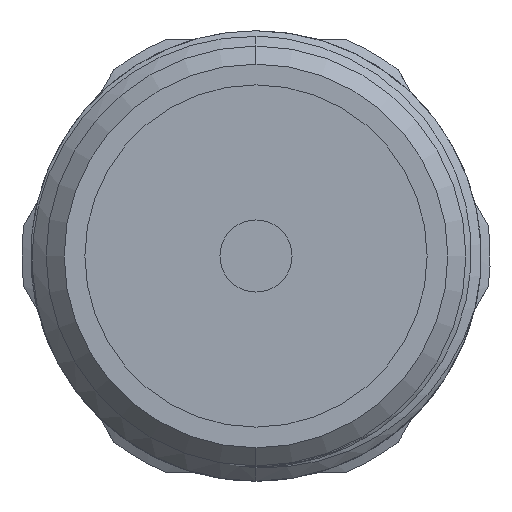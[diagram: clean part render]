
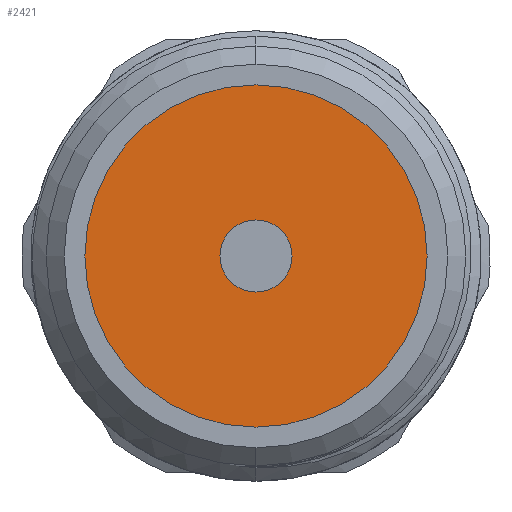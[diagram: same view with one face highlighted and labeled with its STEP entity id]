
A CAD part, front view. The second image highlights one B-rep face of the part: STEP entity #2421.
In plain terms, the highlighted planar face has unit normal (0, -1, 0).
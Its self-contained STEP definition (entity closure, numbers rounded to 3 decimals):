
#69 = PLANE ( 'NONE',  #2656 ) ;
#430 = DIRECTION ( 'NONE',  ( 0., 0., 1. ) ) ;
#505 = CARTESIAN_POINT ( 'NONE',  ( 0., 26.4, -9.5 ) ) ;
#577 = EDGE_CURVE ( 'NONE', #662, #2973, #1180, .T. ) ;
#658 = CIRCLE ( 'NONE', #3344, 2. ) ;
#662 = VERTEX_POINT ( 'NONE', #2227 ) ;
#809 = CARTESIAN_POINT ( 'NONE',  ( 0., 26.4, 0. ) ) ;
#1169 = CARTESIAN_POINT ( 'NONE',  ( 0., 26.4, 0. ) ) ;
#1170 = DIRECTION ( 'NONE',  ( 0., 0., -1. ) ) ;
#1180 = CIRCLE ( 'NONE', #2835, 2. ) ;
#1486 = ORIENTED_EDGE ( 'NONE', *, *, #2535, .F. ) ;
#1514 = DIRECTION ( 'NONE',  ( 0., 0., -1. ) ) ;
#1840 = DIRECTION ( 'NONE',  ( 0., -1., 0. ) ) ;
#2006 = VERTEX_POINT ( 'NONE', #4488 ) ;
#2117 = ORIENTED_EDGE ( 'NONE', *, *, #2457, .T. ) ;
#2198 = DIRECTION ( 'NONE',  ( 0., 0., -1. ) ) ;
#2209 = AXIS2_PLACEMENT_3D ( 'NONE', #809, #3256, #1170 ) ;
#2227 = CARTESIAN_POINT ( 'NONE',  ( 0., 26.4, -2. ) ) ;
#2421 = ADVANCED_FACE ( 'NONE', ( #2868, #4402 ), #69, .F. ) ;
#2425 = AXIS2_PLACEMENT_3D ( 'NONE', #3937, #1840, #4289 ) ;
#2457 = EDGE_CURVE ( 'NONE', #2651, #2006, #2538, .T. ) ;
#2532 = DIRECTION ( 'NONE',  ( 0., 1., 0. ) ) ;
#2535 = EDGE_CURVE ( 'NONE', #2973, #662, #658, .T. ) ;
#2538 = CIRCLE ( 'NONE', #2425, 9.5 ) ;
#2651 = VERTEX_POINT ( 'NONE', #505 ) ;
#2656 = AXIS2_PLACEMENT_3D ( 'NONE', #3559, #2532, #430 ) ;
#2708 = EDGE_LOOP ( 'NONE', ( #3791, #1486 ) ) ;
#2835 = AXIS2_PLACEMENT_3D ( 'NONE', #3933, #4286, #2198 ) ;
#2868 = FACE_BOUND ( 'NONE', #2708, .T. ) ;
#2973 = VERTEX_POINT ( 'NONE', #3747 ) ;
#3064 = CIRCLE ( 'NONE', #2209, 9.5 ) ;
#3086 = ORIENTED_EDGE ( 'NONE', *, *, #4507, .T. ) ;
#3256 = DIRECTION ( 'NONE',  ( 0., -1., 0. ) ) ;
#3344 = AXIS2_PLACEMENT_3D ( 'NONE', #1169, #3614, #1514 ) ;
#3348 = EDGE_LOOP ( 'NONE', ( #2117, #3086 ) ) ;
#3559 = CARTESIAN_POINT ( 'NONE',  ( 2., 26.4, 0. ) ) ;
#3614 = DIRECTION ( 'NONE',  ( 0., -1., 0. ) ) ;
#3747 = CARTESIAN_POINT ( 'NONE',  ( 0., 26.4, 2. ) ) ;
#3791 = ORIENTED_EDGE ( 'NONE', *, *, #577, .F. ) ;
#3933 = CARTESIAN_POINT ( 'NONE',  ( 0., 26.4, 0. ) ) ;
#3937 = CARTESIAN_POINT ( 'NONE',  ( 0., 26.4, 0. ) ) ;
#4286 = DIRECTION ( 'NONE',  ( 0., -1., 0. ) ) ;
#4289 = DIRECTION ( 'NONE',  ( 0., 0., -1. ) ) ;
#4402 = FACE_OUTER_BOUND ( 'NONE', #3348, .T. ) ;
#4488 = CARTESIAN_POINT ( 'NONE',  ( 0., 26.4, 9.5 ) ) ;
#4507 = EDGE_CURVE ( 'NONE', #2006, #2651, #3064, .T. ) ;
